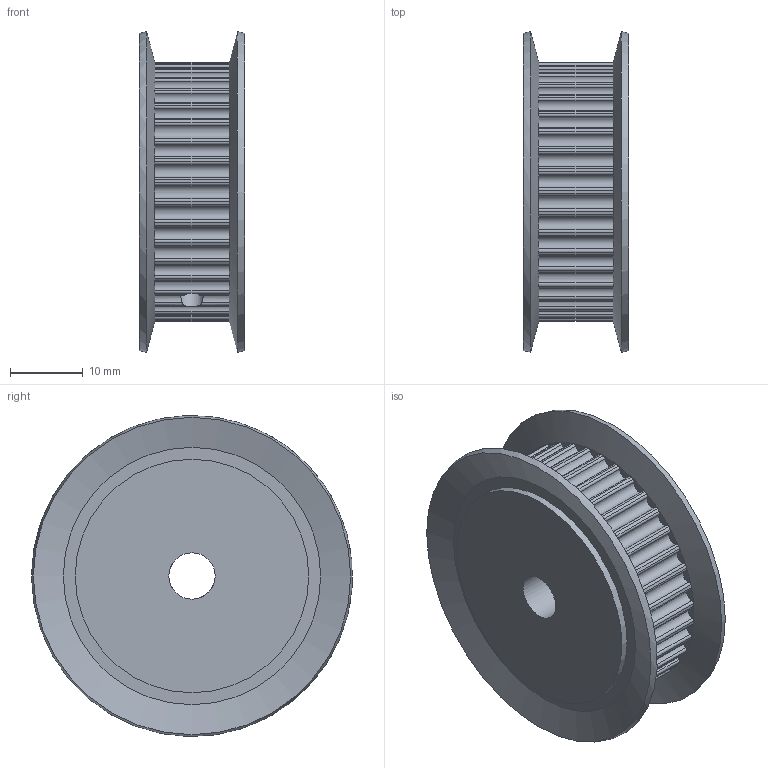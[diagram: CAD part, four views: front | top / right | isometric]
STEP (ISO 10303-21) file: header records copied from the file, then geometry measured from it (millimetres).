
FILE_DESCRIPTION(/* description */ ('STEP AP214'),/* implementation_level */ '2;1');
FILE_NAME(/* name */ 'GPA38MR3090-A-PUC',/* time_stamp */ '2025-02-03T22:26:21+01:00',/* author */ ('License CC BY-ND 4.0'),/* organization */ ('CADENAS'),/* preprocessor_version */ 'ST-DEVELOPER v19.3',/* originating_system */ 'PARTsolutions',/* authorisation */ ' ');
FILE_SCHEMA (('AUTOMOTIVE_DESIGN {1 0 10303 214 3 1 1}'));
Length unit declared in the file: millimetre
Products named in the file (3): GPA38MR3090-A-PUC; GPA38MR3090-A-PUC_b; SET-SCREW#8-32-0.328
Assembly tree (3 placements, depth 2):
  GPA38MR3090-A-PUC
    GPA38MR3090-A-PUC_b
    SET-SCREW#8-32-0.328  x2
Bounding box: 14.4 x 44 x 44 mm (x, y, z)
Volume: 13580.6 mm3; surface area: 7063.6 mm2
Topology: 3 solids, 3 shells, 285 faces, 663 edges, 384 vertices
Faces by surface type: cylinder 165, plane 108, cone 12
Full cylindrical faces by diameter (mm): 3.307 x2, 4.166 x2, 6.35 x1, 32 x2
Entity records: 7677 total; most frequent: DIRECTION 1530, CARTESIAN_POINT 1326, ORIENTED_EDGE 1208, AXIS2_PLACEMENT_3D 673, EDGE_CURVE 604, CIRCLE 402, VERTEX_POINT 357, FACE_BOUND 289
